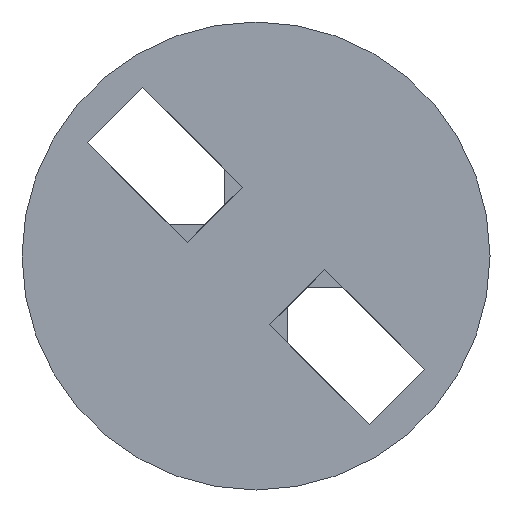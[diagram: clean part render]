
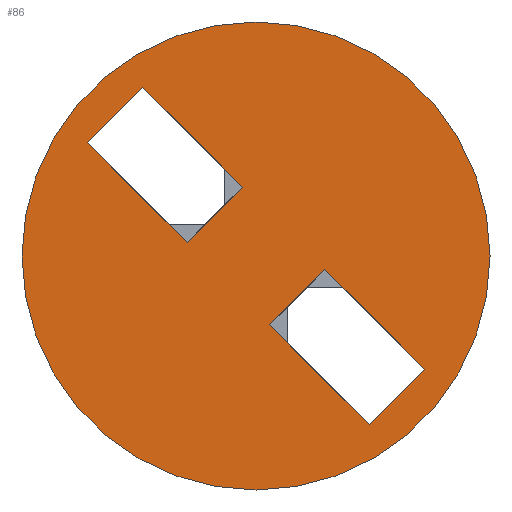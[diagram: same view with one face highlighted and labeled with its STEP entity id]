
A CAD part, front view. The second image highlights one B-rep face of the part: STEP entity #86.
In plain terms, the highlighted planar face has unit normal (0, -1, 0).
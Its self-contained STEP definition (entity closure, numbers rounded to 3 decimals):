
#86=ADVANCED_FACE('NONE',(#194,#195,#196),#197,.F.);
#194=FACE_OUTER_BOUND('',#322,.T.);
#195=FACE_BOUND('',#323,.T.);
#196=FACE_BOUND('',#324,.T.);
#197=PLANE('',#325);
#322=EDGE_LOOP('',(#521,#522));
#323=EDGE_LOOP('',(#523,#524,#525,#526));
#324=EDGE_LOOP('',(#527,#528,#529,#530));
#325=AXIS2_PLACEMENT_3D('',#531,#532,#533);
#521=ORIENTED_EDGE('',*,*,#844,.T.);
#522=ORIENTED_EDGE('',*,*,#847,.T.);
#523=ORIENTED_EDGE('',*,*,#848,.T.);
#524=ORIENTED_EDGE('',*,*,#784,.F.);
#525=ORIENTED_EDGE('',*,*,#849,.T.);
#526=ORIENTED_EDGE('',*,*,#850,.F.);
#527=ORIENTED_EDGE('',*,*,#779,.T.);
#528=ORIENTED_EDGE('',*,*,#851,.F.);
#529=ORIENTED_EDGE('',*,*,#852,.T.);
#530=ORIENTED_EDGE('',*,*,#853,.F.);
#531=CARTESIAN_POINT('',(-3.036,0.0,-3.036));
#532=DIRECTION('',(0.0,1.0,0.0));
#533=DIRECTION('',(1.0,0.0,-0.0));
#779=EDGE_CURVE('NONE',#925,#926,#927,.T.);
#784=EDGE_CURVE('NONE',#934,#935,#936,.T.);
#844=EDGE_CURVE('NONE',#1037,#1035,#1038,.T.);
#847=EDGE_CURVE('NONE',#1035,#1037,#1041,.T.);
#848=EDGE_CURVE('NONE',#1042,#935,#1043,.T.);
#849=EDGE_CURVE('NONE',#934,#1044,#1045,.T.);
#850=EDGE_CURVE('NONE',#1042,#1044,#1046,.T.);
#851=EDGE_CURVE('NONE',#1047,#926,#1048,.T.);
#852=EDGE_CURVE('NONE',#1047,#1049,#1050,.T.);
#853=EDGE_CURVE('NONE',#925,#1049,#1051,.T.);
#925=VERTEX_POINT('NONE',#1139);
#926=VERTEX_POINT('NONE',#1140);
#927=LINE('',#1141,#1142);
#934=VERTEX_POINT('NONE',#1152);
#935=VERTEX_POINT('NONE',#1153);
#936=LINE('',#1154,#1155);
#1035=VERTEX_POINT('NONE',#1301);
#1037=VERTEX_POINT('NONE',#1304);
#1038=CIRCLE('',#1305,3.0);
#1041=CIRCLE('',#1309,3.0);
#1042=VERTEX_POINT('NONE',#1310);
#1043=LINE('',#1311,#1312);
#1044=VERTEX_POINT('NONE',#1313);
#1045=LINE('',#1314,#1315);
#1046=LINE('',#1316,#1317);
#1047=VERTEX_POINT('NONE',#1318);
#1048=LINE('',#1319,#1320);
#1049=VERTEX_POINT('NONE',#1321);
#1050=LINE('',#1322,#1323);
#1051=LINE('',#1324,#1325);
#1139=CARTESIAN_POINT('',(2.157,0.,-1.45));
#1140=CARTESIAN_POINT('',(1.45,0.,-2.157));
#1141=CARTESIAN_POINT('',(1.803,0.0,-1.803));
#1142=VECTOR('',#1454,1000.0);
#1152=CARTESIAN_POINT('',(-2.157,0.,1.45));
#1153=CARTESIAN_POINT('',(-0.884,0.,0.177));
#1154=CARTESIAN_POINT('',(-0.884,0.,0.177));
#1155=VECTOR('',#1458,1000.0);
#1301=CARTESIAN_POINT('',(0.,0.0,3.0));
#1304=CARTESIAN_POINT('',(0.0,0.0,-3.0));
#1305=AXIS2_PLACEMENT_3D('',#1513,#1514,#1515);
#1309=AXIS2_PLACEMENT_3D('',#1517,#1518,#1519);
#1310=CARTESIAN_POINT('',(-0.177,0.,0.884));
#1311=CARTESIAN_POINT('',(-0.53,0.0,0.53));
#1312=VECTOR('',#1520,1000.0);
#1313=CARTESIAN_POINT('',(-1.45,0.,2.157));
#1314=CARTESIAN_POINT('',(-1.803,0.0,1.803));
#1315=VECTOR('',#1521,1000.0);
#1316=CARTESIAN_POINT('',(-1.45,0.,2.157));
#1317=VECTOR('',#1522,1000.0);
#1318=CARTESIAN_POINT('',(0.177,0.,-0.884));
#1319=CARTESIAN_POINT('',(1.45,0.,-2.157));
#1320=VECTOR('',#1523,1000.0);
#1321=CARTESIAN_POINT('',(0.884,0.,-0.177));
#1322=CARTESIAN_POINT('',(0.53,0.0,-0.53));
#1323=VECTOR('',#1524,1000.0);
#1324=CARTESIAN_POINT('',(0.884,0.,-0.177));
#1325=VECTOR('',#1525,1000.0);
#1454=DIRECTION('',(-0.707,0.0,-0.707));
#1458=DIRECTION('',(0.707,-0.0,-0.707));
#1513=CARTESIAN_POINT('',(0.0,0.0,0.0));
#1514=DIRECTION('',(0.0,-1.0,0.0));
#1515=DIRECTION('',(0.0,0.0,-1.0));
#1517=CARTESIAN_POINT('',(0.0,0.0,0.0));
#1518=DIRECTION('',(0.0,-1.0,0.0));
#1519=DIRECTION('',(0.0,0.0,-1.0));
#1520=DIRECTION('',(-0.707,0.0,-0.707));
#1521=DIRECTION('',(0.707,0.0,0.707));
#1522=DIRECTION('',(-0.707,-0.0,0.707));
#1523=DIRECTION('',(0.707,-0.0,-0.707));
#1524=DIRECTION('',(0.707,0.0,0.707));
#1525=DIRECTION('',(-0.707,-0.0,0.707));
